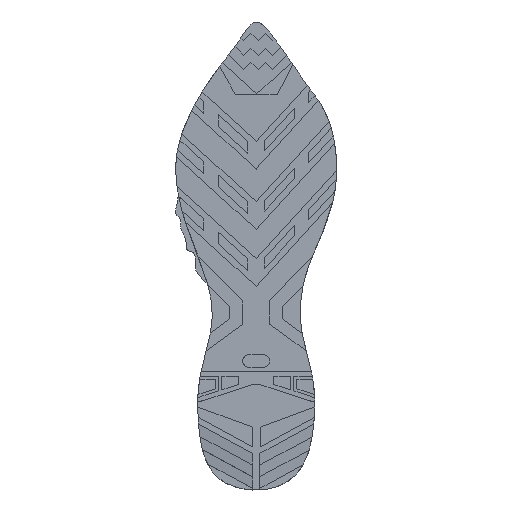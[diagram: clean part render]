
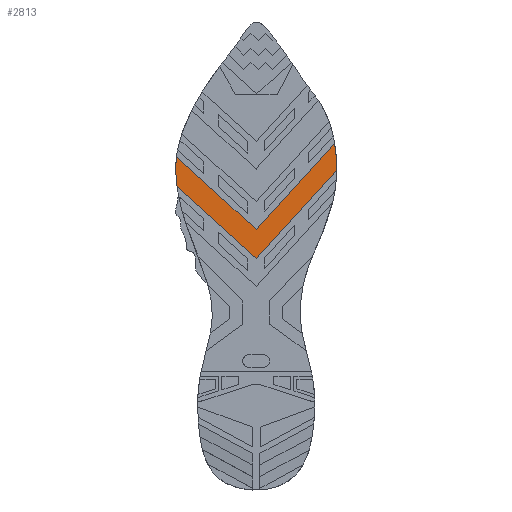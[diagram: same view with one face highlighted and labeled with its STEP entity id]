
A CAD part, top view. The second image highlights one B-rep face of the part: STEP entity #2813.
In plain terms, the highlighted face is planar.
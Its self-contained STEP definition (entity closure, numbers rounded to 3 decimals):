
#256 = CARTESIAN_POINT ( 'NONE',  ( -54.991, 3., -98.622 ) ) ;
#402 = CARTESIAN_POINT ( 'NONE',  ( 55.059, 3., -95.959 ) ) ;
#446 = LINE ( 'NONE', #1552, #2784 ) ;
#639 = ORIENTED_EDGE ( 'NONE', *, *, #2511, .T. ) ;
#694 = DIRECTION ( 'NONE',  ( -0.74, 0., 0.673 ) ) ;
#790 = EDGE_CURVE ( 'NONE', #4303, #4457, #964, .T. ) ;
#916 = ORIENTED_EDGE ( 'NONE', *, *, #6242, .F. ) ;
#964 = LINE ( 'NONE', #5104, #2007 ) ;
#1200 = CARTESIAN_POINT ( 'NONE',  ( -55.013, 3., -100.256 ) ) ;
#1273 = VERTEX_POINT ( 'NONE', #3085 ) ;
#1342 = PLANE ( 'NONE',  #4419 ) ;
#1450 = VERTEX_POINT ( 'NONE', #6392 ) ;
#1552 = CARTESIAN_POINT ( 'NONE',  ( -18.986, 3., -20.88 ) ) ;
#1686 = ORIENTED_EDGE ( 'NONE', *, *, #790, .F. ) ;
#1932 = CARTESIAN_POINT ( 'NONE',  ( 54.589, 3., -107.512 ) ) ;
#1979 = DIRECTION ( 'NONE',  ( 0., -1., 0. ) ) ;
#2007 = VECTOR ( 'NONE', #5076, 1000. ) ;
#2034 = DIRECTION ( 'NONE',  ( 0.673, 0., 0.74 ) ) ;
#2264 = VERTEX_POINT ( 'NONE', #3117 ) ;
#2287 = CARTESIAN_POINT ( 'NONE',  ( -54.991, 3., -98.622 ) ) ;
#2442 = VERTEX_POINT ( 'NONE', #4432 ) ;
#2472 = CARTESIAN_POINT ( 'NONE',  ( 0., 3., -38.144 ) ) ;
#2511 = EDGE_CURVE ( 'NONE', #1273, #1450, #4894, .T. ) ;
#2729 = CARTESIAN_POINT ( 'NONE',  ( -54.95, 3., -106.378 ) ) ;
#2784 = VECTOR ( 'NONE', #5087, 1000. ) ;
#2813 = ADVANCED_FACE ( 'NONE', ( #5969 ), #1342, .T. ) ;
#3085 = CARTESIAN_POINT ( 'NONE',  ( 54.551, 3., -107.835 ) ) ;
#3117 = CARTESIAN_POINT ( 'NONE',  ( -53.596, 3., -117.179 ) ) ;
#3143 = EDGE_CURVE ( 'NONE', #4303, #2264, #4076, .T. ) ;
#3405 = CARTESIAN_POINT ( 'NONE',  ( 0., 3., 0. ) ) ;
#3977 = DIRECTION ( 'NONE',  ( 0., 0., -1. ) ) ;
#3985 = CARTESIAN_POINT ( 'NONE',  ( 54.096, 3., -87.331 ) ) ;
#4030 = CARTESIAN_POINT ( 'NONE',  ( 28.986, 3., -26.356 ) ) ;
#4076 = B_SPLINE_CURVE_WITH_KNOTS ( 'NONE', 3,
 ( #2287, #1200, #2729, #5759, #5316 ),
 .UNSPECIFIED., .F., .F.,
 ( 4, 1, 4 ),
 ( 0.838, 0.843, 0.855 ),
 .UNSPECIFIED. ) ;
#4217 = EDGE_CURVE ( 'NONE', #1273, #2442, #6459, .T. ) ;
#4303 = VERTEX_POINT ( 'NONE', #256 ) ;
#4338 = EDGE_LOOP ( 'NONE', ( #916, #1686, #5264, #5080, #6554, #639 ) ) ;
#4419 = AXIS2_PLACEMENT_3D ( 'NONE', #3405, #1979, #3977 ) ;
#4432 = CARTESIAN_POINT ( 'NONE',  ( 0., 3., -58.234 ) ) ;
#4457 = VERTEX_POINT ( 'NONE', #2472 ) ;
#4560 = CARTESIAN_POINT ( 'NONE',  ( 54.401, 3., -89.592 ) ) ;
#4894 = B_SPLINE_CURVE_WITH_KNOTS ( 'NONE', 3,
 ( #5464, #1932, #6008, #402, #4560, #3985 ),
 .UNSPECIFIED., .F., .F.,
 ( 4, 1, 1, 4 ),
 ( 0.151, 0.152, 0.167, 0.175 ),
 .UNSPECIFIED. ) ;
#5008 = VECTOR ( 'NONE', #694, 1000. ) ;
#5064 = LINE ( 'NONE', #4030, #5366 ) ;
#5076 = DIRECTION ( 'NONE',  ( 0.673, 0., 0.74 ) ) ;
#5080 = ORIENTED_EDGE ( 'NONE', *, *, #5741, .T. ) ;
#5087 = DIRECTION ( 'NONE',  ( 0.74, 0., -0.673 ) ) ;
#5104 = CARTESIAN_POINT ( 'NONE',  ( 18.986, 3., -17.263 ) ) ;
#5264 = ORIENTED_EDGE ( 'NONE', *, *, #3143, .T. ) ;
#5316 = CARTESIAN_POINT ( 'NONE',  ( -53.596, 3., -117.179 ) ) ;
#5366 = VECTOR ( 'NONE', #2034, 1000. ) ;
#5464 = CARTESIAN_POINT ( 'NONE',  ( 54.551, 3., -107.835 ) ) ;
#5741 = EDGE_CURVE ( 'NONE', #2264, #2442, #5064, .T. ) ;
#5759 = CARTESIAN_POINT ( 'NONE',  ( -54.34, 3., -112.681 ) ) ;
#5969 = FACE_OUTER_BOUND ( 'NONE', #4338, .T. ) ;
#6008 = CARTESIAN_POINT ( 'NONE',  ( 55.105, 3., -102.894 ) ) ;
#6242 = EDGE_CURVE ( 'NONE', #4457, #1450, #446, .T. ) ;
#6392 = CARTESIAN_POINT ( 'NONE',  ( 54.096, 3., -87.331 ) ) ;
#6393 = CARTESIAN_POINT ( 'NONE',  ( -28.986, 3., -31.879 ) ) ;
#6459 = LINE ( 'NONE', #6393, #5008 ) ;
#6554 = ORIENTED_EDGE ( 'NONE', *, *, #4217, .F. ) ;
